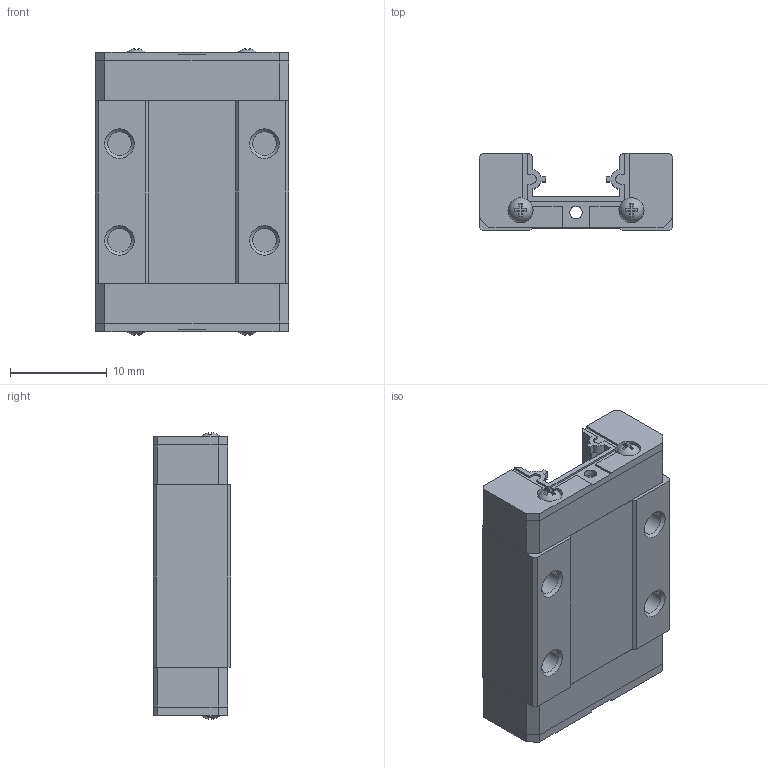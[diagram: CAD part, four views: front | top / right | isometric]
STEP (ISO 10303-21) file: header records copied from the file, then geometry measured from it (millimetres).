
FILE_DESCRIPTION(/* description */ (''),/* implementation_level */ '2;1');
FILE_NAME(/* name */ 'MGN9C Carriage.step',/* time_stamp */ '2024-04-19T18:20:18-06:00',/* author */ (''),/* organization */ (''),/* preprocessor_version */ 'ST-DEVELOPER v20',/* originating_system */ 'Autodesk Translation Framework v12.20.1.177',/* authorisation */ '');
FILE_SCHEMA (('AUTOMOTIVE_DESIGN { 1 0 10303 214 3 1 1 }'));
Length unit declared in the file: millimetre
Products named in the file (1): MGN9C Carriage
Bounding box: 20 x 8 x 29.67 mm (x, y, z)
Volume: 3121 mm3; surface area: 3320.5 mm2
Topology: 9 solids, 9 shells, 245 faces, 677 edges, 450 vertices
Faces by surface type: plane 206, cylinder 31, sphere 4, cone 4
Full cylindrical faces by diameter (mm): 1.288 x5, 2.46 x4, 2.603 x4
Entity records: 7870 total; most frequent: CARTESIAN_POINT 1373, ORIENTED_EDGE 1354, DIRECTION 1311, EDGE_CURVE 677, LINE 535, VECTOR 535, VERTEX_POINT 450, AXIS2_PLACEMENT_3D 388
